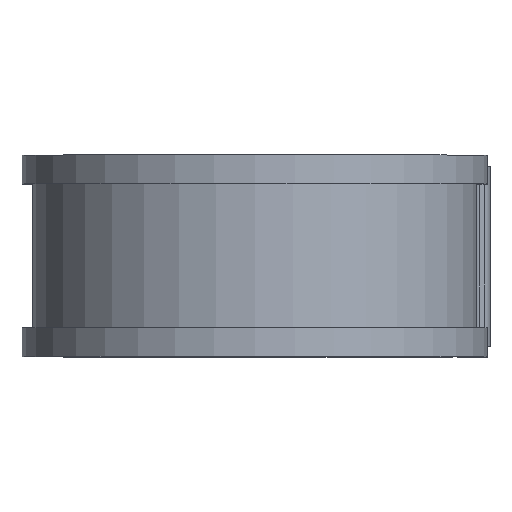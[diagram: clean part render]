
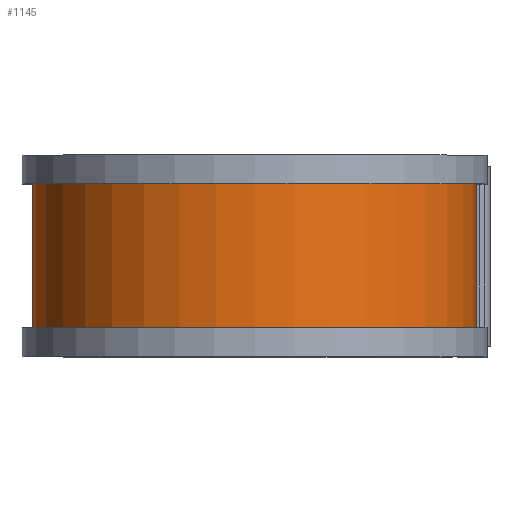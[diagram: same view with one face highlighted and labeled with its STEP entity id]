
A CAD part, top view. The second image highlights one B-rep face of the part: STEP entity #1145.
In plain terms, the highlighted cylindrical face has radius 31.318 mm (diameter 62.636 mm), a partial arc.
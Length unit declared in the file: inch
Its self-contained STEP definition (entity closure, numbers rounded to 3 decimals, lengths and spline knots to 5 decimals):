
#37 = EDGE_LOOP ( 'NONE', ( #1748, #727, #858, #1452 ) ) ;
#206 = DIRECTION ( 'NONE',  ( 0., -1., 0. ) ) ;
#247 = AXIS2_PLACEMENT_3D ( 'NONE', #1125, #1113, #1133 ) ;
#273 = VERTEX_POINT ( 'NONE', #311 ) ;
#311 = CARTESIAN_POINT ( 'NONE',  ( 1.233, 0.4, 0. ) ) ;
#355 = CIRCLE ( 'NONE', #1655, 1.233 ) ;
#399 = CARTESIAN_POINT ( 'NONE',  ( 0., -0.4, -1.233 ) ) ;
#552 = DIRECTION ( 'NONE',  ( 0., -1., 0. ) ) ;
#553 = DIRECTION ( 'NONE',  ( 0., 0., -1. ) ) ;
#587 = LINE ( 'NONE', #1129, #629 ) ;
#588 = EDGE_CURVE ( 'NONE', #273, #933, #587, .T. ) ;
#629 = VECTOR ( 'NONE', #206, 39.37008 ) ;
#641 = CARTESIAN_POINT ( 'NONE',  ( 1.233, -0.4, 0. ) ) ;
#727 = ORIENTED_EDGE ( 'NONE', *, *, #1050, .T. ) ;
#763 = CARTESIAN_POINT ( 'NONE',  ( 0., 0.4, -1.233 ) ) ;
#858 = ORIENTED_EDGE ( 'NONE', *, *, #1171, .T. ) ;
#919 = DIRECTION ( 'NONE',  ( 0., -1., 0. ) ) ;
#933 = VERTEX_POINT ( 'NONE', #641 ) ;
#1005 = VERTEX_POINT ( 'NONE', #763 ) ;
#1040 = VERTEX_POINT ( 'NONE', #399 ) ;
#1044 = LINE ( 'NONE', #1669, #1063 ) ;
#1050 = EDGE_CURVE ( 'NONE', #273, #1005, #1456, .T. ) ;
#1063 = VECTOR ( 'NONE', #919, 39.37008 ) ;
#1113 = DIRECTION ( 'NONE',  ( 0., -1., 0. ) ) ;
#1118 = CYLINDRICAL_SURFACE ( 'NONE', #247, 1.233 ) ;
#1120 = AXIS2_PLACEMENT_3D ( 'NONE', #1347, #1596, #553 ) ;
#1125 = CARTESIAN_POINT ( 'NONE',  ( 0., 0.5, 0. ) ) ;
#1129 = CARTESIAN_POINT ( 'NONE',  ( 1.233, 0.5, 0. ) ) ;
#1133 = DIRECTION ( 'NONE',  ( 0., 0., -1. ) ) ;
#1145 = ADVANCED_FACE ( 'NONE', ( #1155 ), #1118, .T. ) ;
#1155 = FACE_OUTER_BOUND ( 'NONE', #37, .T. ) ;
#1171 = EDGE_CURVE ( 'NONE', #1005, #1040, #1044, .T. ) ;
#1347 = CARTESIAN_POINT ( 'NONE',  ( 0., 0.4, 0. ) ) ;
#1377 = CARTESIAN_POINT ( 'NONE',  ( 0., -0.4, 0. ) ) ;
#1452 = ORIENTED_EDGE ( 'NONE', *, *, #1500, .F. ) ;
#1456 = CIRCLE ( 'NONE', #1120, 1.233 ) ;
#1500 = EDGE_CURVE ( 'NONE', #933, #1040, #355, .T. ) ;
#1502 = DIRECTION ( 'NONE',  ( 0., 0., -1. ) ) ;
#1596 = DIRECTION ( 'NONE',  ( 0., -1., 0. ) ) ;
#1655 = AXIS2_PLACEMENT_3D ( 'NONE', #1377, #552, #1502 ) ;
#1669 = CARTESIAN_POINT ( 'NONE',  ( 0., 0.5, -1.233 ) ) ;
#1748 = ORIENTED_EDGE ( 'NONE', *, *, #588, .F. ) ;
